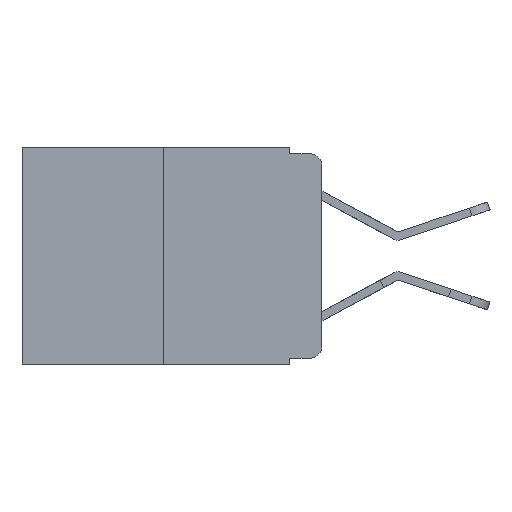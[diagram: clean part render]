
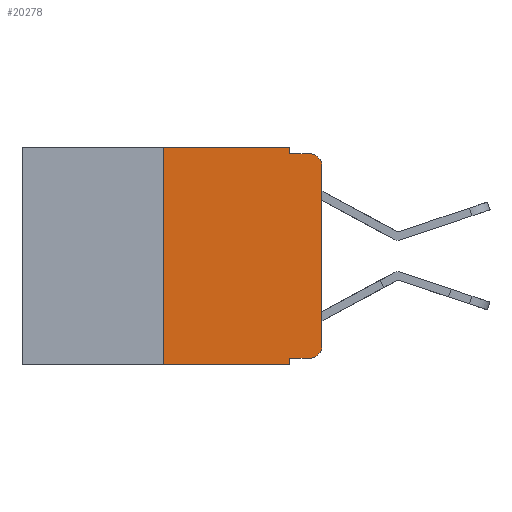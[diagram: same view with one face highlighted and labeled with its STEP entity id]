
A CAD part, left-side view. The second image highlights one B-rep face of the part: STEP entity #20278.
In plain terms, the highlighted planar face has unit normal (-1, 0, 0).
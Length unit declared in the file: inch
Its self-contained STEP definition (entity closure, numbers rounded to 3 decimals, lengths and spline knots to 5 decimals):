
#528 = EDGE_CURVE ( 'NONE', #20550, #14589, #17013, .T. ) ;
#1034 = ORIENTED_EDGE ( 'NONE', *, *, #14550, .T. ) ;
#1139 = LINE ( 'NONE', #13901, #20901 ) ;
#1953 = CARTESIAN_POINT ( 'NONE',  ( 0., 0.473, 0. ) ) ;
#1984 = DIRECTION ( 'NONE',  ( 1., 0., 0. ) ) ;
#2250 = CARTESIAN_POINT ( 'NONE',  ( 0., 0.051, 0. ) ) ;
#2669 = CARTESIAN_POINT ( 'NONE',  ( 0., 0., -0.03 ) ) ;
#2902 = EDGE_CURVE ( 'NONE', #7361, #3350, #7111, .T. ) ;
#3332 = AXIS2_PLACEMENT_3D ( 'NONE', #9119, #23651, #11294 ) ;
#3350 = VERTEX_POINT ( 'NONE', #12633 ) ;
#4006 = CARTESIAN_POINT ( 'NONE',  ( 0., 0.051, -0.01 ) ) ;
#4143 = DIRECTION ( 'NONE',  ( 0., -1., 0. ) ) ;
#4357 = EDGE_CURVE ( 'NONE', #12349, #7361, #10070, .T. ) ;
#4382 = VECTOR ( 'NONE', #7764, 39.37008 ) ;
#5427 = EDGE_CURVE ( 'NONE', #25501, #12349, #19869, .T. ) ;
#6218 = PLANE ( 'NONE',  #15461 ) ;
#6248 = CARTESIAN_POINT ( 'NONE',  ( 0., 0.051, 0. ) ) ;
#6439 = LINE ( 'NONE', #11583, #10807 ) ;
#6554 = DIRECTION ( 'NONE',  ( 0., 0., -1. ) ) ;
#6563 = CARTESIAN_POINT ( 'NONE',  ( 0., 0.051, -0.333 ) ) ;
#6579 = DIRECTION ( 'NONE',  ( -1., 0., 0. ) ) ;
#6818 = EDGE_CURVE ( 'NONE', #20550, #25501, #24946, .T. ) ;
#7111 = CIRCLE ( 'NONE', #25822, 0.02 ) ;
#7361 = VERTEX_POINT ( 'NONE', #2669 ) ;
#7690 = CARTESIAN_POINT ( 'NONE',  ( 0., 0., -0.313 ) ) ;
#7732 = EDGE_CURVE ( 'NONE', #14869, #25447, #24908, .T. ) ;
#7764 = DIRECTION ( 'NONE',  ( 0., 0., 1. ) ) ;
#7955 = VECTOR ( 'NONE', #4143, 39.37008 ) ;
#8259 = ORIENTED_EDGE ( 'NONE', *, *, #528, .F. ) ;
#8613 = LINE ( 'NONE', #1953, #7955 ) ;
#9119 = CARTESIAN_POINT ( 'NONE',  ( 0., 0.02, -0.313 ) ) ;
#9771 = DIRECTION ( 'NONE',  ( 0., 0., -1. ) ) ;
#10070 = LINE ( 'NONE', #11996, #4382 ) ;
#10281 = ORIENTED_EDGE ( 'NONE', *, *, #13396, .F. ) ;
#10807 = VECTOR ( 'NONE', #25972, 39.37008 ) ;
#11294 = DIRECTION ( 'NONE',  ( 0., 0., -1. ) ) ;
#11583 = CARTESIAN_POINT ( 'NONE',  ( 0., 0.473, -0.343 ) ) ;
#11996 = CARTESIAN_POINT ( 'NONE',  ( 0., 0., 0. ) ) ;
#12349 = VERTEX_POINT ( 'NONE', #7690 ) ;
#12633 = CARTESIAN_POINT ( 'NONE',  ( 0., 0.02, -0.01 ) ) ;
#13351 = VECTOR ( 'NONE', #23252, 39.37008 ) ;
#13396 = EDGE_CURVE ( 'NONE', #26638, #25964, #1139, .T. ) ;
#13621 = ORIENTED_EDGE ( 'NONE', *, *, #6818, .T. ) ;
#13901 = CARTESIAN_POINT ( 'NONE',  ( 0., 0.051, 0. ) ) ;
#14097 = LINE ( 'NONE', #4006, #25022 ) ;
#14381 = CARTESIAN_POINT ( 'NONE',  ( 0., 0.25, 0. ) ) ;
#14550 = EDGE_CURVE ( 'NONE', #14869, #14589, #6439, .T. ) ;
#14589 = VERTEX_POINT ( 'NONE', #25255 ) ;
#14746 = EDGE_LOOP ( 'NONE', ( #19186, #16434, #20566, #10281, #17043, #25363, #1034, #8259, #13621, #26441 ) ) ;
#14869 = VERTEX_POINT ( 'NONE', #22129 ) ;
#15461 = AXIS2_PLACEMENT_3D ( 'NONE', #24954, #1984, #16821 ) ;
#16434 = ORIENTED_EDGE ( 'NONE', *, *, #2902, .T. ) ;
#16821 = DIRECTION ( 'NONE',  ( 0., 0., -1. ) ) ;
#17013 = LINE ( 'NONE', #2250, #23764 ) ;
#17043 = ORIENTED_EDGE ( 'NONE', *, *, #22828, .F. ) ;
#17157 = CARTESIAN_POINT ( 'NONE',  ( 0., 0.25, 0. ) ) ;
#17559 = EDGE_CURVE ( 'NONE', #25964, #3350, #14097, .T. ) ;
#18745 = CARTESIAN_POINT ( 'NONE',  ( 0., 0.051, -0.01 ) ) ;
#19129 = CARTESIAN_POINT ( 'NONE',  ( 0., 0.02, -0.03 ) ) ;
#19186 = ORIENTED_EDGE ( 'NONE', *, *, #4357, .T. ) ;
#19869 = CIRCLE ( 'NONE', #3332, 0.02 ) ;
#20278 = ADVANCED_FACE ( 'NONE', ( #26480 ), #6218, .F. ) ;
#20550 = VERTEX_POINT ( 'NONE', #25848 ) ;
#20566 = ORIENTED_EDGE ( 'NONE', *, *, #17559, .F. ) ;
#20901 = VECTOR ( 'NONE', #9771, 39.37008 ) ;
#21210 = DIRECTION ( 'NONE',  ( 0., 0., -1. ) ) ;
#22129 = CARTESIAN_POINT ( 'NONE',  ( 0., 0.25, -0.343 ) ) ;
#22828 = EDGE_CURVE ( 'NONE', #25447, #26638, #8613, .T. ) ;
#22843 = DIRECTION ( 'NONE',  ( 0., -1., 0. ) ) ;
#23252 = DIRECTION ( 'NONE',  ( 0., -1., 0. ) ) ;
#23446 = CARTESIAN_POINT ( 'NONE',  ( 0., 0.02, -0.333 ) ) ;
#23651 = DIRECTION ( 'NONE',  ( -1., 0., 0. ) ) ;
#23764 = VECTOR ( 'NONE', #6554, 39.37008 ) ;
#24908 = LINE ( 'NONE', #14381, #25545 ) ;
#24946 = LINE ( 'NONE', #6563, #13351 ) ;
#24954 = CARTESIAN_POINT ( 'NONE',  ( 0., 0.473, 0. ) ) ;
#25022 = VECTOR ( 'NONE', #22843, 39.37008 ) ;
#25255 = CARTESIAN_POINT ( 'NONE',  ( 0., 0.051, -0.343 ) ) ;
#25363 = ORIENTED_EDGE ( 'NONE', *, *, #7732, .F. ) ;
#25447 = VERTEX_POINT ( 'NONE', #17157 ) ;
#25501 = VERTEX_POINT ( 'NONE', #23446 ) ;
#25545 = VECTOR ( 'NONE', #26687, 39.37008 ) ;
#25822 = AXIS2_PLACEMENT_3D ( 'NONE', #19129, #6579, #21210 ) ;
#25848 = CARTESIAN_POINT ( 'NONE',  ( 0., 0.051, -0.333 ) ) ;
#25964 = VERTEX_POINT ( 'NONE', #18745 ) ;
#25972 = DIRECTION ( 'NONE',  ( 0., -1., 0. ) ) ;
#26441 = ORIENTED_EDGE ( 'NONE', *, *, #5427, .T. ) ;
#26480 = FACE_OUTER_BOUND ( 'NONE', #14746, .T. ) ;
#26638 = VERTEX_POINT ( 'NONE', #6248 ) ;
#26687 = DIRECTION ( 'NONE',  ( 0., 0., 1. ) ) ;
